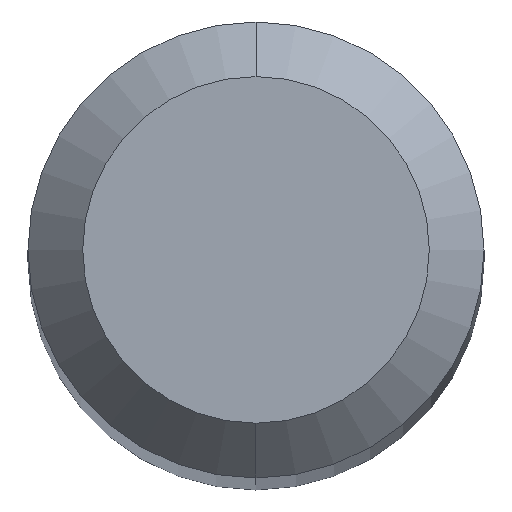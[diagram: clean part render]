
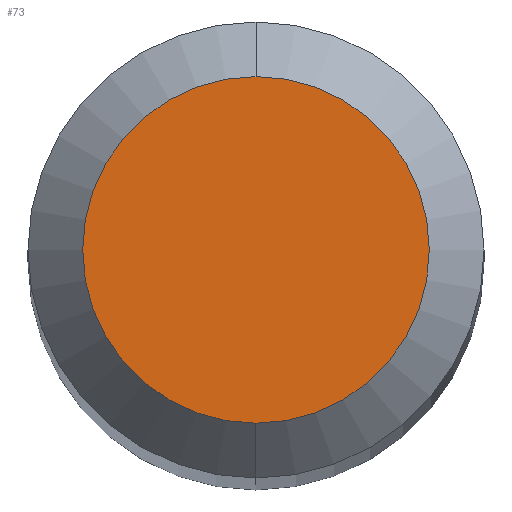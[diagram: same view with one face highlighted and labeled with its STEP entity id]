
A CAD part, top view. The second image highlights one B-rep face of the part: STEP entity #73.
In plain terms, the highlighted planar face has unit normal (0, 0, 1).
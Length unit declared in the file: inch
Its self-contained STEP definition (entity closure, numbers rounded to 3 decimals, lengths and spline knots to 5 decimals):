
#12 = CIRCLE ( 'NONE', #181, 0.0475 ) ;
#27 = DIRECTION ( 'NONE',  ( 0., 1., 0. ) ) ;
#45 = EDGE_LOOP ( 'NONE', ( #232, #162 ) ) ;
#73 = ADVANCED_FACE ( 'NONE', ( #342 ), #230, .F. ) ;
#96 = VERTEX_POINT ( 'NONE', #512 ) ;
#125 = DIRECTION ( 'NONE',  ( 0., 0., 1. ) ) ;
#145 = VERTEX_POINT ( 'NONE', #163 ) ;
#162 = ORIENTED_EDGE ( 'NONE', *, *, #558, .T. ) ;
#163 = CARTESIAN_POINT ( 'NONE',  ( 0., -0.0475, 0. ) ) ;
#168 = DIRECTION ( 'NONE',  ( 0., -1., 0. ) ) ;
#181 = AXIS2_PLACEMENT_3D ( 'NONE', #393, #125, #216 ) ;
#216 = DIRECTION ( 'NONE',  ( 0., -1., 0. ) ) ;
#230 = PLANE ( 'NONE',  #316 ) ;
#232 = ORIENTED_EDGE ( 'NONE', *, *, #439, .T. ) ;
#240 = AXIS2_PLACEMENT_3D ( 'NONE', #443, #436, #168 ) ;
#251 = CIRCLE ( 'NONE', #240, 0.0475 ) ;
#296 = CARTESIAN_POINT ( 'NONE',  ( 0., 0.0475, 0. ) ) ;
#316 = AXIS2_PLACEMENT_3D ( 'NONE', #296, #552, #27 ) ;
#342 = FACE_OUTER_BOUND ( 'NONE', #45, .T. ) ;
#393 = CARTESIAN_POINT ( 'NONE',  ( 0., 0., 0. ) ) ;
#436 = DIRECTION ( 'NONE',  ( 0., 0., 1. ) ) ;
#439 = EDGE_CURVE ( 'NONE', #96, #145, #251, .T. ) ;
#443 = CARTESIAN_POINT ( 'NONE',  ( 0., 0., 0. ) ) ;
#512 = CARTESIAN_POINT ( 'NONE',  ( 0., 0.0475, 0. ) ) ;
#552 = DIRECTION ( 'NONE',  ( 0., 0., -1. ) ) ;
#558 = EDGE_CURVE ( 'NONE', #145, #96, #12, .T. ) ;
